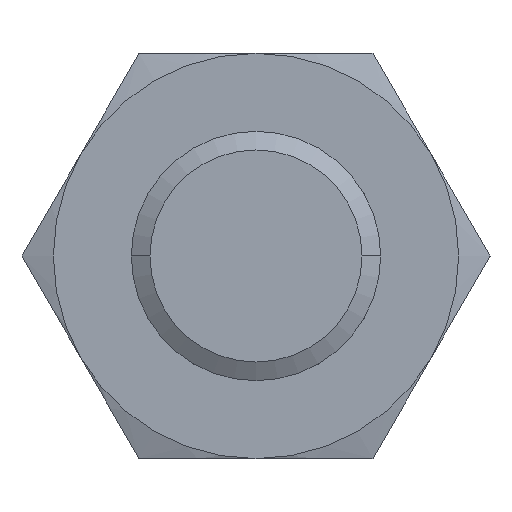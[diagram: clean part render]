
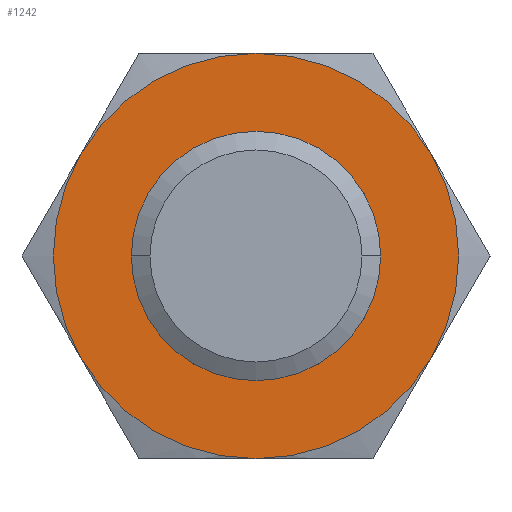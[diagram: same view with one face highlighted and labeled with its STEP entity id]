
A CAD part, front view. The second image highlights one B-rep face of the part: STEP entity #1242.
In plain terms, the highlighted planar face has unit normal (0, -1, 0).
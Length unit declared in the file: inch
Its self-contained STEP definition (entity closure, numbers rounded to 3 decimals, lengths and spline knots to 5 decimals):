
#121 = DIRECTION ( 'NONE',  ( 0., 0., -1. ) ) ;
#130 = EDGE_CURVE ( 'NONE', #3658, #2895, #341, .T. ) ;
#251 = DIRECTION ( 'NONE',  ( 0., 1., 0. ) ) ;
#262 = DIRECTION ( 'NONE',  ( 0., 1., 0. ) ) ;
#263 = VERTEX_POINT ( 'NONE', #3300 ) ;
#278 = DIRECTION ( 'NONE',  ( 0., 0., -1. ) ) ;
#296 = VERTEX_POINT ( 'NONE', #2265 ) ;
#341 = CIRCLE ( 'NONE', #1024, 0.25591 ) ;
#446 = DIRECTION ( 'NONE',  ( 0., 0., -1. ) ) ;
#465 = CARTESIAN_POINT ( 'NONE',  ( 0., -1.0255, 0. ) ) ;
#541 = DIRECTION ( 'NONE',  ( 0., 0., -1. ) ) ;
#593 = ORIENTED_EDGE ( 'NONE', *, *, #4010, .F. ) ;
#753 = EDGE_CURVE ( 'NONE', #2471, #2471, #3285, .T. ) ;
#772 = CARTESIAN_POINT ( 'NONE',  ( 0., -1.0255, 0. ) ) ;
#998 = EDGE_CURVE ( 'NONE', #296, #263, #3959, .T. ) ;
#1002 = ORIENTED_EDGE ( 'NONE', *, *, #2779, .F. ) ;
#1024 = AXIS2_PLACEMENT_3D ( 'NONE', #1402, #3999, #1814 ) ;
#1242 = ADVANCED_FACE ( 'NONE', ( #4184, #2899 ), #1612, .F. ) ;
#1266 = DIRECTION ( 'NONE',  ( 0., 1., 0. ) ) ;
#1374 = AXIS2_PLACEMENT_3D ( 'NONE', #2919, #1266, #278 ) ;
#1402 = CARTESIAN_POINT ( 'NONE',  ( 0., -1.0255, 0. ) ) ;
#1408 = VERTEX_POINT ( 'NONE', #3184 ) ;
#1449 = ORIENTED_EDGE ( 'NONE', *, *, #2897, .F. ) ;
#1498 = DIRECTION ( 'NONE',  ( -1., 0., 0. ) ) ;
#1583 = AXIS2_PLACEMENT_3D ( 'NONE', #1883, #2160, #541 ) ;
#1612 = PLANE ( 'NONE',  #1374 ) ;
#1698 = EDGE_LOOP ( 'NONE', ( #1449, #1002, #593, #2742, #1856, #2109 ) ) ;
#1701 = CARTESIAN_POINT ( 'NONE',  ( 0., -1.0255, -0.25591 ) ) ;
#1754 = DIRECTION ( 'NONE',  ( 0., 1., 0. ) ) ;
#1756 = DIRECTION ( 'NONE',  ( 0., 1., 0. ) ) ;
#1814 = DIRECTION ( 'NONE',  ( 0., 0., -1. ) ) ;
#1856 = ORIENTED_EDGE ( 'NONE', *, *, #3361, .F. ) ;
#1883 = CARTESIAN_POINT ( 'NONE',  ( 0., -1.0255, 0. ) ) ;
#1951 = VERTEX_POINT ( 'NONE', #3316 ) ;
#2033 = CARTESIAN_POINT ( 'NONE',  ( 0., -1.0255, 0. ) ) ;
#2065 = CARTESIAN_POINT ( 'NONE',  ( 0., -1.0255, -0.15748 ) ) ;
#2074 = CIRCLE ( 'NONE', #2612, 0.25591 ) ;
#2109 = ORIENTED_EDGE ( 'NONE', *, *, #998, .F. ) ;
#2130 = CIRCLE ( 'NONE', #1583, 0.25591 ) ;
#2139 = CARTESIAN_POINT ( 'NONE',  ( -0.22162, -1.0255, -0.12795 ) ) ;
#2160 = DIRECTION ( 'NONE',  ( 0., 1., 0. ) ) ;
#2265 = CARTESIAN_POINT ( 'NONE',  ( 0.22162, -1.0255, 0.12795 ) ) ;
#2443 = CARTESIAN_POINT ( 'NONE',  ( 0., -1.0255, 0. ) ) ;
#2450 = EDGE_LOOP ( 'NONE', ( #3747 ) ) ;
#2471 = VERTEX_POINT ( 'NONE', #2065 ) ;
#2559 = DIRECTION ( 'NONE',  ( -1., 0., 0. ) ) ;
#2612 = AXIS2_PLACEMENT_3D ( 'NONE', #2443, #251, #1498 ) ;
#2742 = ORIENTED_EDGE ( 'NONE', *, *, #130, .F. ) ;
#2747 = AXIS2_PLACEMENT_3D ( 'NONE', #465, #4001, #446 ) ;
#2779 = EDGE_CURVE ( 'NONE', #1408, #1951, #2074, .T. ) ;
#2895 = VERTEX_POINT ( 'NONE', #2139 ) ;
#2897 = EDGE_CURVE ( 'NONE', #1951, #296, #2130, .T. ) ;
#2899 = FACE_OUTER_BOUND ( 'NONE', #1698, .T. ) ;
#2919 = CARTESIAN_POINT ( 'NONE',  ( 0.25591, -1.0255, 0. ) ) ;
#2923 = CARTESIAN_POINT ( 'NONE',  ( 0., -1.0255, 0. ) ) ;
#3065 = DIRECTION ( 'NONE',  ( 0., 0., -1. ) ) ;
#3184 = CARTESIAN_POINT ( 'NONE',  ( -0.22162, -1.0255, 0.12795 ) ) ;
#3285 = CIRCLE ( 'NONE', #4094, 0.15748 ) ;
#3300 = CARTESIAN_POINT ( 'NONE',  ( 0.22162, -1.0255, -0.12795 ) ) ;
#3316 = CARTESIAN_POINT ( 'NONE',  ( 0., -1.0255, 0.25591 ) ) ;
#3361 = EDGE_CURVE ( 'NONE', #263, #3658, #3694, .T. ) ;
#3658 = VERTEX_POINT ( 'NONE', #1701 ) ;
#3669 = CIRCLE ( 'NONE', #4206, 0.25591 ) ;
#3694 = CIRCLE ( 'NONE', #3891, 0.25591 ) ;
#3747 = ORIENTED_EDGE ( 'NONE', *, *, #753, .T. ) ;
#3891 = AXIS2_PLACEMENT_3D ( 'NONE', #2923, #262, #2559 ) ;
#3959 = CIRCLE ( 'NONE', #2747, 0.25591 ) ;
#3999 = DIRECTION ( 'NONE',  ( 0., 1., 0. ) ) ;
#4001 = DIRECTION ( 'NONE',  ( 0., 1., 0. ) ) ;
#4010 = EDGE_CURVE ( 'NONE', #2895, #1408, #3669, .T. ) ;
#4094 = AXIS2_PLACEMENT_3D ( 'NONE', #772, #1756, #3065 ) ;
#4184 = FACE_BOUND ( 'NONE', #2450, .T. ) ;
#4206 = AXIS2_PLACEMENT_3D ( 'NONE', #2033, #1754, #121 ) ;
